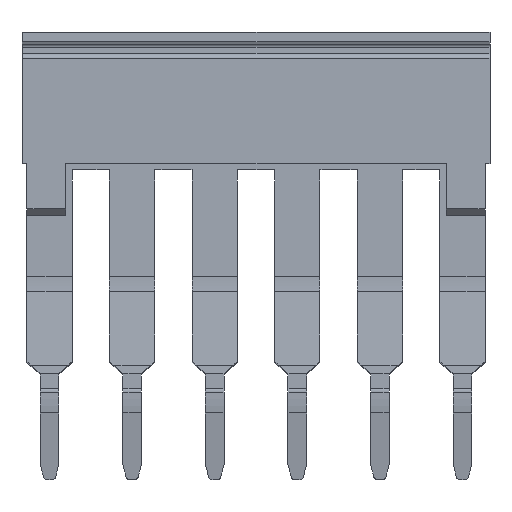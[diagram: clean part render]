
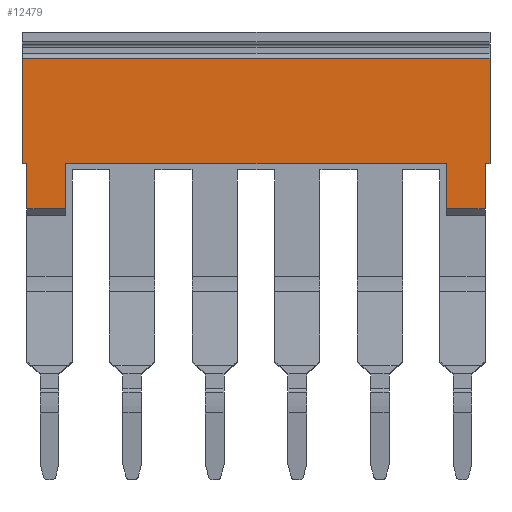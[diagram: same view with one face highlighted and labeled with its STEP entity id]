
A CAD part, front view. The second image highlights one B-rep face of the part: STEP entity #12479.
In plain terms, the highlighted planar face has unit normal (0, -1, 0).
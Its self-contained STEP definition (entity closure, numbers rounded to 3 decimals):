
#12451=AXIS2_PLACEMENT_3D('Plane Axis2P3D',#12448,#12449,#12450) ;
#11787=CARTESIAN_POINT('Vertex',(28.9,0.4,26.012)) ;
#11790=CARTESIAN_POINT('Line Origine',(28.9,0.4,22.762)) ;
#11794=CARTESIAN_POINT('Vertex',(28.9,0.4,19.512)) ;
#11968=CARTESIAN_POINT('Vertex',(0.,0.4,19.512)) ;
#11971=CARTESIAN_POINT('Line Origine',(0.,0.4,22.762)) ;
#11975=CARTESIAN_POINT('Vertex',(0.,0.4,26.012)) ;
#12077=CARTESIAN_POINT('Line Origine',(28.75,0.4,19.512)) ;
#12081=CARTESIAN_POINT('Vertex',(28.6,0.4,19.512)) ;
#12193=CARTESIAN_POINT('Vertex',(2.7,0.4,16.712)) ;
#12196=CARTESIAN_POINT('Line Origine',(1.5,0.4,16.712)) ;
#12200=CARTESIAN_POINT('Vertex',(0.3,0.4,16.712)) ;
#12216=CARTESIAN_POINT('Line Origine',(14.45,0.4,26.012)) ;
#12244=CARTESIAN_POINT('Vertex',(2.7,0.4,19.512)) ;
#12247=CARTESIAN_POINT('Line Origine',(2.7,0.4,18.112)) ;
#12272=CARTESIAN_POINT('Vertex',(0.3,0.4,19.512)) ;
#12275=CARTESIAN_POINT('Line Origine',(0.15,0.4,19.512)) ;
#12297=CARTESIAN_POINT('Line Origine',(0.3,0.4,18.112)) ;
#12311=CARTESIAN_POINT('Line Origine',(14.45,0.4,19.512)) ;
#12315=CARTESIAN_POINT('Vertex',(26.2,0.4,19.512)) ;
#12426=CARTESIAN_POINT('Vertex',(28.6,0.4,16.712)) ;
#12434=CARTESIAN_POINT('Line Origine',(28.6,0.4,18.112)) ;
#12448=CARTESIAN_POINT('Axis2P3D Location',(28.7,0.4,26.012)) ;
#12453=CARTESIAN_POINT('Line Origine',(26.2,0.4,18.112)) ;
#12457=CARTESIAN_POINT('Vertex',(26.2,0.4,16.712)) ;
#12460=CARTESIAN_POINT('Line Origine',(27.4,0.4,16.712)) ;
#11791=DIRECTION('Vector Direction',(0.,0.,1.)) ;
#11972=DIRECTION('Vector Direction',(0.,0.,1.)) ;
#12078=DIRECTION('Vector Direction',(-1.,0.,0.)) ;
#12197=DIRECTION('Vector Direction',(1.,0.,0.)) ;
#12217=DIRECTION('Vector Direction',(-1.,0.,0.)) ;
#12248=DIRECTION('Vector Direction',(0.,0.,-1.)) ;
#12276=DIRECTION('Vector Direction',(1.,0.,0.)) ;
#12298=DIRECTION('Vector Direction',(0.,0.,-1.)) ;
#12312=DIRECTION('Vector Direction',(-1.,0.,0.)) ;
#12435=DIRECTION('Vector Direction',(0.,0.,-1.)) ;
#12449=DIRECTION('Axis2P3D Direction',(0.,1.,0.)) ;
#12450=DIRECTION('Axis2P3D XDirection',(0.,0.,-1.)) ;
#12454=DIRECTION('Vector Direction',(0.,0.,-1.)) ;
#12461=DIRECTION('Vector Direction',(-1.,0.,0.)) ;
#11792=VECTOR('Line Direction',#11791,1.) ;
#11973=VECTOR('Line Direction',#11972,1.) ;
#12079=VECTOR('Line Direction',#12078,1.) ;
#12198=VECTOR('Line Direction',#12197,1.) ;
#12218=VECTOR('Line Direction',#12217,1.) ;
#12249=VECTOR('Line Direction',#12248,1.) ;
#12277=VECTOR('Line Direction',#12276,1.) ;
#12299=VECTOR('Line Direction',#12298,1.) ;
#12313=VECTOR('Line Direction',#12312,1.) ;
#12436=VECTOR('Line Direction',#12435,1.) ;
#12455=VECTOR('Line Direction',#12454,1.) ;
#12462=VECTOR('Line Direction',#12461,1.) ;
#12466=ORIENTED_EDGE('',*,*,#12251,.T.) ;
#12467=ORIENTED_EDGE('',*,*,#12317,.T.) ;
#12468=ORIENTED_EDGE('',*,*,#12459,.T.) ;
#12469=ORIENTED_EDGE('',*,*,#12464,.F.) ;
#12470=ORIENTED_EDGE('',*,*,#12438,.T.) ;
#12471=ORIENTED_EDGE('',*,*,#12083,.T.) ;
#12472=ORIENTED_EDGE('',*,*,#11796,.T.) ;
#12473=ORIENTED_EDGE('',*,*,#12220,.T.) ;
#12474=ORIENTED_EDGE('',*,*,#11977,.T.) ;
#12475=ORIENTED_EDGE('',*,*,#12279,.T.) ;
#12476=ORIENTED_EDGE('',*,*,#12301,.T.) ;
#12477=ORIENTED_EDGE('',*,*,#12202,.T.) ;
#12479=ADVANCED_FACE('Kunststoff',(#12478),#12452,.F.) ;
#11796=EDGE_CURVE('',#11795,#11788,#11793,.T.) ;
#11977=EDGE_CURVE('',#11976,#11969,#11974,.F.) ;
#12083=EDGE_CURVE('',#12082,#11795,#12080,.F.) ;
#12202=EDGE_CURVE('',#12201,#12194,#12199,.T.) ;
#12220=EDGE_CURVE('',#11788,#11976,#12219,.T.) ;
#12251=EDGE_CURVE('',#12194,#12245,#12250,.F.) ;
#12279=EDGE_CURVE('',#11969,#12273,#12278,.T.) ;
#12301=EDGE_CURVE('',#12273,#12201,#12300,.T.) ;
#12317=EDGE_CURVE('',#12245,#12316,#12314,.F.) ;
#12438=EDGE_CURVE('',#12427,#12082,#12437,.F.) ;
#12459=EDGE_CURVE('',#12316,#12458,#12456,.T.) ;
#12464=EDGE_CURVE('',#12427,#12458,#12463,.T.) ;
#12465=EDGE_LOOP('',(#12466,#12467,#12468,#12469,#12470,#12471,#12472,#12473,#12474,#12475,#12476,#12477)) ;
#12478=FACE_OUTER_BOUND('',#12465,.T.) ;
#11793=LINE('Line',#11790,#11792) ;
#11974=LINE('Line',#11971,#11973) ;
#12080=LINE('Line',#12077,#12079) ;
#12199=LINE('Line',#12196,#12198) ;
#12219=LINE('Line',#12216,#12218) ;
#12250=LINE('Line',#12247,#12249) ;
#12278=LINE('Line',#12275,#12277) ;
#12300=LINE('Line',#12297,#12299) ;
#12314=LINE('Line',#12311,#12313) ;
#12437=LINE('Line',#12434,#12436) ;
#12456=LINE('Line',#12453,#12455) ;
#12463=LINE('Line',#12460,#12462) ;
#12452=PLANE('',#12451) ;
#11788=VERTEX_POINT('',#11787) ;
#11795=VERTEX_POINT('',#11794) ;
#11969=VERTEX_POINT('',#11968) ;
#11976=VERTEX_POINT('',#11975) ;
#12082=VERTEX_POINT('',#12081) ;
#12194=VERTEX_POINT('',#12193) ;
#12201=VERTEX_POINT('',#12200) ;
#12245=VERTEX_POINT('',#12244) ;
#12273=VERTEX_POINT('',#12272) ;
#12316=VERTEX_POINT('',#12315) ;
#12427=VERTEX_POINT('',#12426) ;
#12458=VERTEX_POINT('',#12457) ;
